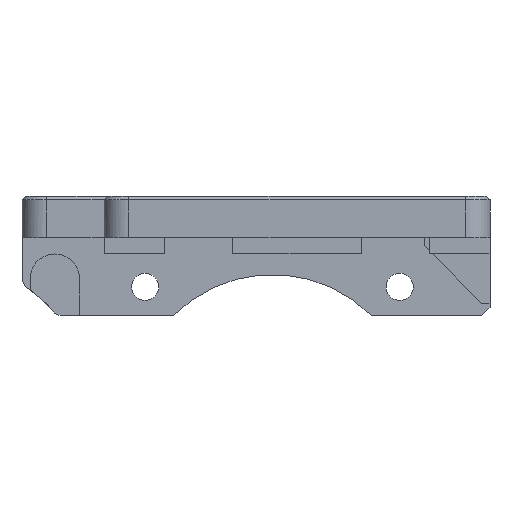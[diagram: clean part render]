
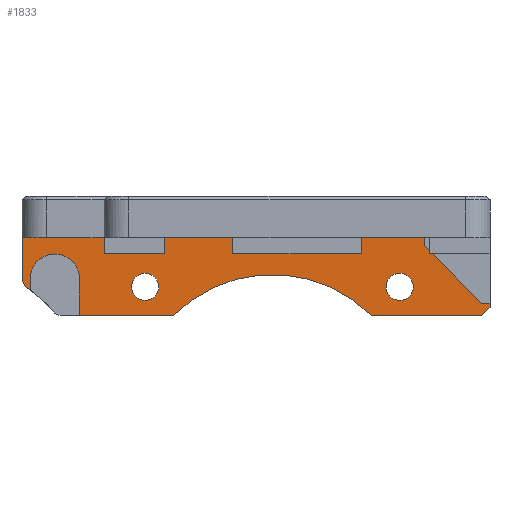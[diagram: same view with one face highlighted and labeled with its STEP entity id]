
A CAD part, left-side view. The second image highlights one B-rep face of the part: STEP entity #1833.
In plain terms, the highlighted planar face has unit normal (-1, 0, 0).
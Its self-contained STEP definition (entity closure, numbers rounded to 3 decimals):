
#32=FACE_BOUND('',#267,.T.);
#33=FACE_BOUND('',#268,.T.);
#56=PLANE('',#1960);
#151=FACE_OUTER_BOUND('',#266,.T.);
#266=EDGE_LOOP('',(#1472,#1473,#1474,#1475,#1476,#1477,#1478,#1479,#1480,
#1481,#1482,#1483,#1484,#1485,#1486));
#267=EDGE_LOOP('',(#1487));
#268=EDGE_LOOP('',(#1488));
#411=LINE('',#2746,#644);
#454=LINE('',#2883,#687);
#474=LINE('',#2931,#707);
#476=LINE('',#2935,#709);
#477=LINE('',#2937,#710);
#478=LINE('',#2941,#711);
#479=LINE('',#2945,#712);
#480=LINE('',#2947,#713);
#481=LINE('',#2950,#714);
#482=LINE('',#2952,#715);
#483=LINE('',#2954,#716);
#484=LINE('',#2955,#717);
#644=VECTOR('',#2143,1.);
#687=VECTOR('',#2208,1.);
#707=VECTOR('',#2248,1.);
#709=VECTOR('',#2252,1.);
#710=VECTOR('',#2253,1.);
#711=VECTOR('',#2256,1.);
#712=VECTOR('',#2259,1.);
#713=VECTOR('',#2260,1.);
#714=VECTOR('',#2263,1.);
#715=VECTOR('',#2264,1.);
#716=VECTOR('',#2265,1.);
#717=VECTOR('',#2266,1.);
#829=CIRCLE('',#1961,19.);
#830=CIRCLE('',#1962,3.);
#831=CIRCLE('',#1963,17.);
#832=CIRCLE('',#1964,1.65);
#833=CIRCLE('',#1965,1.65);
#898=VERTEX_POINT('',#2743);
#899=VERTEX_POINT('',#2745);
#936=VERTEX_POINT('',#2880);
#937=VERTEX_POINT('',#2882);
#955=VERTEX_POINT('',#2930);
#956=VERTEX_POINT('',#2934);
#957=VERTEX_POINT('',#2936);
#958=VERTEX_POINT('',#2938);
#959=VERTEX_POINT('',#2940);
#960=VERTEX_POINT('',#2942);
#961=VERTEX_POINT('',#2944);
#962=VERTEX_POINT('',#2946);
#963=VERTEX_POINT('',#2948);
#964=VERTEX_POINT('',#2951);
#965=VERTEX_POINT('',#2953);
#966=VERTEX_POINT('',#2956);
#967=VERTEX_POINT('',#2958);
#1074=EDGE_CURVE('',#899,#898,#411,.T.);
#1124=EDGE_CURVE('',#937,#936,#454,.T.);
#1148=EDGE_CURVE('',#937,#955,#474,.T.);
#1150=EDGE_CURVE('',#956,#898,#476,.T.);
#1151=EDGE_CURVE('',#956,#957,#477,.T.);
#1152=EDGE_CURVE('',#957,#958,#829,.T.);
#1153=EDGE_CURVE('',#958,#959,#478,.T.);
#1154=EDGE_CURVE('',#959,#960,#830,.T.);
#1155=EDGE_CURVE('',#961,#960,#479,.T.);
#1156=EDGE_CURVE('',#962,#961,#480,.T.);
#1157=EDGE_CURVE('',#962,#963,#831,.T.);
#1158=EDGE_CURVE('',#955,#963,#481,.T.);
#1159=EDGE_CURVE('',#936,#964,#482,.T.);
#1160=EDGE_CURVE('',#965,#964,#483,.T.);
#1161=EDGE_CURVE('',#899,#965,#484,.T.);
#1162=EDGE_CURVE('',#966,#966,#832,.T.);
#1163=EDGE_CURVE('',#967,#967,#833,.T.);
#1472=ORIENTED_EDGE('',*,*,#1150,.F.);
#1473=ORIENTED_EDGE('',*,*,#1151,.T.);
#1474=ORIENTED_EDGE('',*,*,#1152,.T.);
#1475=ORIENTED_EDGE('',*,*,#1153,.T.);
#1476=ORIENTED_EDGE('',*,*,#1154,.T.);
#1477=ORIENTED_EDGE('',*,*,#1155,.F.);
#1478=ORIENTED_EDGE('',*,*,#1156,.F.);
#1479=ORIENTED_EDGE('',*,*,#1157,.T.);
#1480=ORIENTED_EDGE('',*,*,#1158,.F.);
#1481=ORIENTED_EDGE('',*,*,#1148,.F.);
#1482=ORIENTED_EDGE('',*,*,#1124,.T.);
#1483=ORIENTED_EDGE('',*,*,#1159,.T.);
#1484=ORIENTED_EDGE('',*,*,#1160,.F.);
#1485=ORIENTED_EDGE('',*,*,#1161,.F.);
#1486=ORIENTED_EDGE('',*,*,#1074,.T.);
#1487=ORIENTED_EDGE('',*,*,#1162,.T.);
#1488=ORIENTED_EDGE('',*,*,#1163,.T.);
#1833=ADVANCED_FACE('',(#151,#32,#33),#56,.F.);
#1960=AXIS2_PLACEMENT_3D('',#2933,#2250,#2251);
#1961=AXIS2_PLACEMENT_3D('',#2939,#2254,#2255);
#1962=AXIS2_PLACEMENT_3D('',#2943,#2257,#2258);
#1963=AXIS2_PLACEMENT_3D('',#2949,#2261,#2262);
#1964=AXIS2_PLACEMENT_3D('',#2957,#2267,#2268);
#1965=AXIS2_PLACEMENT_3D('',#2959,#2269,#2270);
#2143=DIRECTION('',(0.,1.,0.));
#2208=DIRECTION('',(0.,0.,1.));
#2248=DIRECTION('',(0.,0.707,-0.707));
#2250=DIRECTION('center_axis',(1.,0.,0.));
#2251=DIRECTION('ref_axis',(0.,0.,1.));
#2252=DIRECTION('',(0.,0.,1.));
#2253=DIRECTION('',(0.,-0.468,-0.884));
#2254=DIRECTION('center_axis',(1.,0.,0.));
#2255=DIRECTION('ref_axis',(0.,0.,-1.));
#2256=DIRECTION('',(0.,0.,1.));
#2257=DIRECTION('center_axis',(1.,0.,0.));
#2258=DIRECTION('ref_axis',(0.,0.,-1.));
#2259=DIRECTION('',(0.,0.,1.));
#2260=DIRECTION('',(0.,1.,0.));
#2261=DIRECTION('center_axis',(1.,0.,0.));
#2262=DIRECTION('ref_axis',(0.,0.,-1.));
#2263=DIRECTION('',(0.,1.,0.));
#2264=DIRECTION('',(0.,1.,0.));
#2265=DIRECTION('',(0.,-0.707,-0.707));
#2266=DIRECTION('',(0.,0.,-1.));
#2267=DIRECTION('center_axis',(1.,0.,0.));
#2268=DIRECTION('ref_axis',(0.,0.,-1.));
#2269=DIRECTION('center_axis',(1.,0.,0.));
#2270=DIRECTION('ref_axis',(0.,0.,-1.));
#2743=CARTESIAN_POINT('',(45.5,30.5,30.));
#2745=CARTESIAN_POINT('',(45.5,-18.5,30.));
#2746=CARTESIAN_POINT('',(45.5,-26.5,30.));
#2880=CARTESIAN_POINT('',(45.5,-26.5,22.));
#2882=CARTESIAN_POINT('',(45.5,-26.5,21.5));
#2883=CARTESIAN_POINT('',(45.5,-26.5,20.5));
#2930=CARTESIAN_POINT('',(45.5,-25.5,20.5));
#2931=CARTESIAN_POINT('',(45.5,-26.,21.));
#2933=CARTESIAN_POINT('Origin',(45.5,-26.5,20.5));
#2934=CARTESIAN_POINT('',(45.5,30.5,24.735));
#2935=CARTESIAN_POINT('',(45.5,30.5,20.5));
#2936=CARTESIAN_POINT('',(45.5,30.169,24.111));
#2937=CARTESIAN_POINT('',(45.5,23.373,11.289));
#2938=CARTESIAN_POINT('',(45.5,29.5,23.624));
#2939=CARTESIAN_POINT('Origin',(45.5,41.,8.5));
#2940=CARTESIAN_POINT('',(45.5,29.5,25.));
#2941=CARTESIAN_POINT('',(45.5,29.5,20.));
#2942=CARTESIAN_POINT('',(45.5,23.5,25.));
#2943=CARTESIAN_POINT('Origin',(45.5,26.5,25.));
#2944=CARTESIAN_POINT('',(45.5,23.5,20.5));
#2945=CARTESIAN_POINT('',(45.5,23.5,20.));
#2946=CARTESIAN_POINT('',(45.5,12.042,20.5));
#2947=CARTESIAN_POINT('',(45.5,-26.5,20.5));
#2948=CARTESIAN_POINT('',(45.5,-12.042,20.5));
#2949=CARTESIAN_POINT('Origin',(45.5,0.,8.5));
#2950=CARTESIAN_POINT('',(45.5,-26.5,20.5));
#2951=CARTESIAN_POINT('',(45.5,-25.5,22.));
#2952=CARTESIAN_POINT('',(45.5,-26.5,22.));
#2953=CARTESIAN_POINT('',(45.5,-18.5,29.));
#2954=CARTESIAN_POINT('',(45.5,-24.375,23.125));
#2955=CARTESIAN_POINT('',(45.5,-18.5,21.25));
#2956=CARTESIAN_POINT('',(45.5,15.5,25.65));
#2957=CARTESIAN_POINT('Origin',(45.5,15.5,24.));
#2958=CARTESIAN_POINT('',(45.5,-15.5,25.65));
#2959=CARTESIAN_POINT('Origin',(45.5,-15.5,24.));
